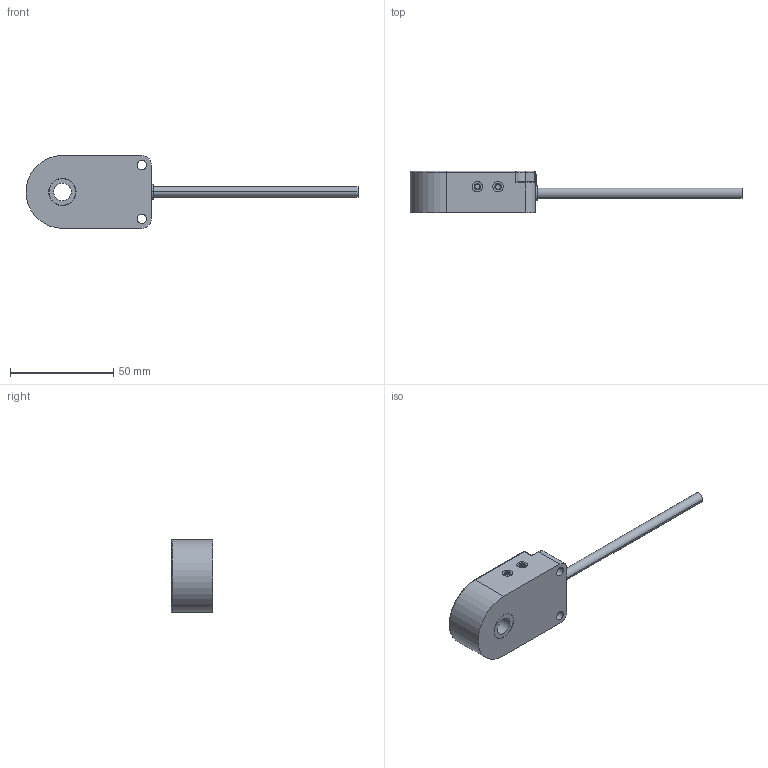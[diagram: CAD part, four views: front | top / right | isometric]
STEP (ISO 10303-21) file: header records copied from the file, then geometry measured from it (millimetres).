
FILE_DESCRIPTION((''),'2;1');
FILE_NAME('HO08N','2022-08-02T14:30:14',('Administrator'),(''),'CREO PARAMETRIC BY PTC INC, 2021063','CREO PARAMETRIC BY PTC INC, 2021063','');
FILE_SCHEMA(('AUTOMOTIVE_DESIGN { 1 0 10303 214 1 1 1 1 }'));
Length unit declared in the file: millimetre
Products named in the file (1): HO08N
Bounding box: 160.6 x 20 x 35.3 mm (x, y, z)
Volume: 39291.2 mm3; surface area: 10266.1 mm2
Topology: 1 solids, 1 shells, 225 faces, 628 edges, 432 vertices
Faces by surface type: plane 120, cylinder 68, bspline 24, torus 5, sphere 4, cone 4
Entity records: 12259 total; most frequent: CARTESIAN_POINT 6559, ORIENTED_EDGE 1256, DIRECTION 1031, EDGE_CURVE 628, VERTEX_POINT 432, VECTOR 363, LINE 363, AXIS2_PLACEMENT_3D 334
